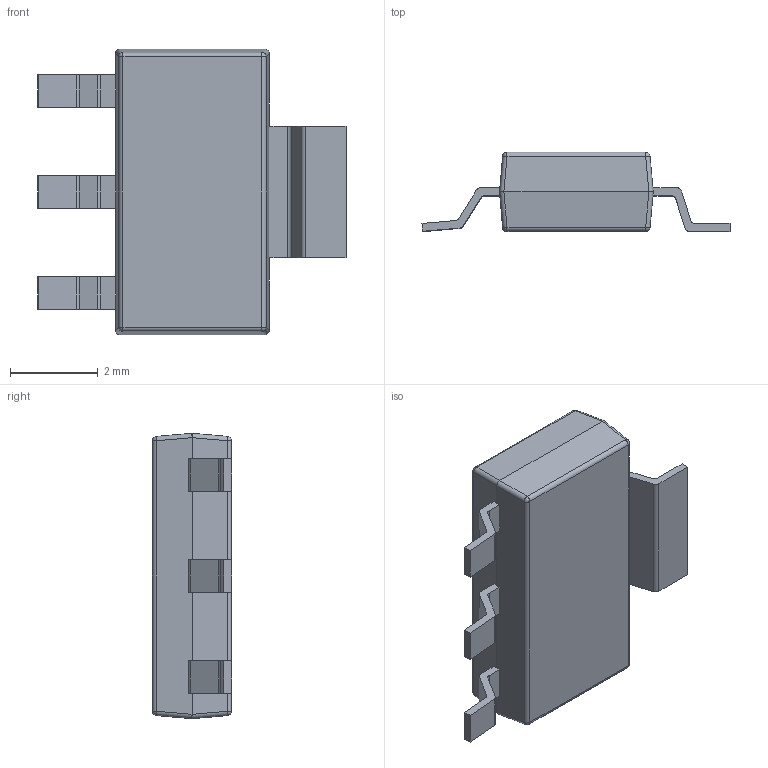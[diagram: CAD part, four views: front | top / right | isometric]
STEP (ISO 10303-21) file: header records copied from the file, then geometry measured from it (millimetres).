
FILE_DESCRIPTION (( 'STEP AP214' ), '1' );
FILE_NAME ('SOT-223.STEP', '2016-01-03T08:24:51', ( '' ), ( '' ), 'SwSTEP 2.0', 'SolidWorks 2015', '' );
FILE_SCHEMA (( 'AUTOMOTIVE_DESIGN' ));
Length unit declared in the file: millimetre
Products named in the file (1): SOT-223
Bounding box: 7.02 x 1.8 x 6.5 mm (x, y, z)
Volume: 41.6 mm3; surface area: 102.9 mm2
Topology: 1 solids, 1 shells, 86 faces, 228 edges, 136 vertices
Faces by surface type: plane 46, cylinder 32, sphere 8
Entity records: 3170 total; most frequent: CARTESIAN_POINT 455, DIRECTION 446, ORIENTED_EDGE 440, EDGE_CURVE 220, LINE 160, VECTOR 160, AXIS2_PLACEMENT_3D 143, VERTEX_POINT 136
